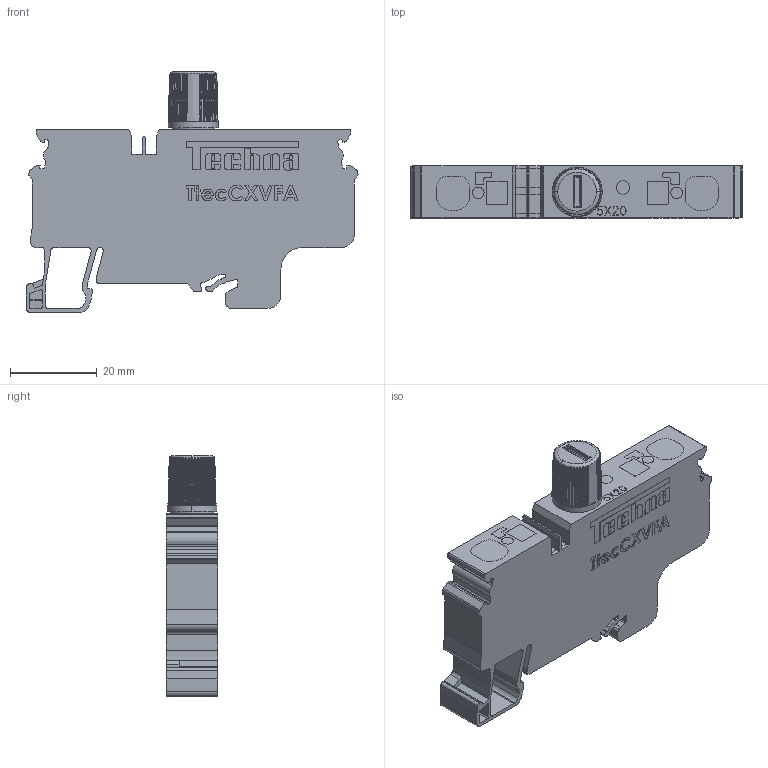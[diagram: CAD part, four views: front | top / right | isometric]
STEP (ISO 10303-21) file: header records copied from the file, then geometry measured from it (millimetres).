
FILE_DESCRIPTION (( 'STEP AP214' ), '1' );
FILE_NAME ('TtecCXVFA.STEP', '2020-07-22T12:19:07', ( '' ), ( '' ), 'SwSTEP 2.0', 'SolidWorks 2020', '' );
FILE_SCHEMA (( 'AUTOMOTIVE_DESIGN' ));
Length unit declared in the file: millimetre
Products named in the file (1): TtecCXVFA
Bounding box: 76.65 x 12 x 55.55 mm (x, y, z)
Volume: 29575.1 mm3; surface area: 10712.3 mm2
Topology: 1 solids, 2 shells, 1279 faces, 3583 edges, 2353 vertices
Faces by surface type: plane 646, cylinder 482, bspline 54, cone 49, torus 44, sphere 4
Entity records: 55455 total; most frequent: CARTESIAN_POINT 15615, ORIENTED_EDGE 7150, DIRECTION 6309, EDGE_CURVE 3575, VERTEX_POINT 2353, AXIS2_PLACEMENT_3D 2109, LINE 2091, VECTOR 2091
